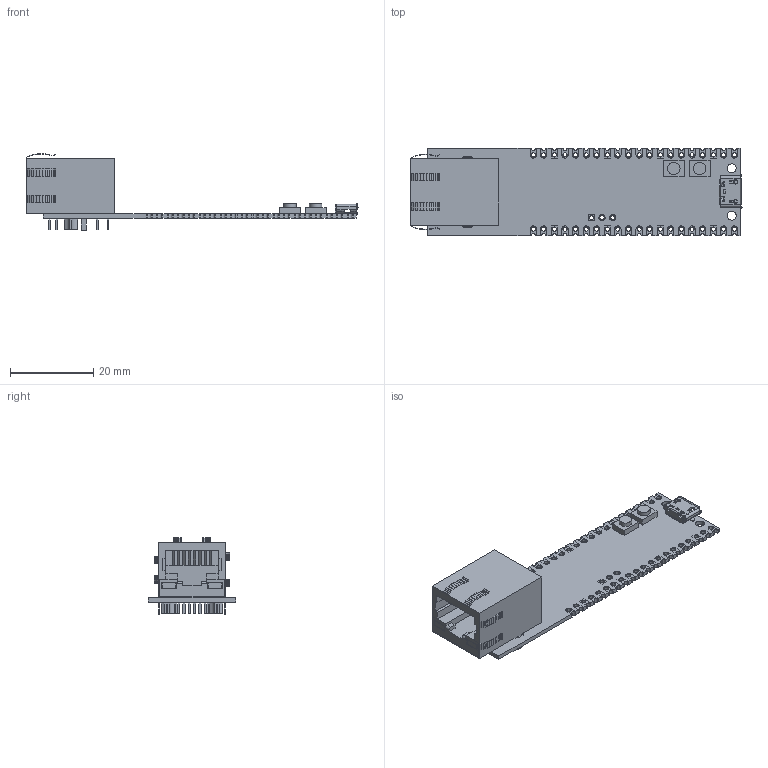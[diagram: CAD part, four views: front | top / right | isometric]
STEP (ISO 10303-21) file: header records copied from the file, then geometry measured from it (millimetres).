
FILE_DESCRIPTION(/* description */ (''),/* implementation_level */ '2;1');
FILE_NAME(/* name */ 'pico.step',/* time_stamp */ '2022-06-20T14:05:28+03:00',/* author */ (''),/* organization */ (''),/* preprocessor_version */ 'ST-DEVELOPER v19',/* originating_system */ 'Autodesk Translation Framework v11.7.0.108',/* authorisation */ '');
FILE_SCHEMA (('AUTOMOTIVE_DESIGN { 1 0 10303 214 3 1 1 }'));
Length unit declared in the file: millimetre
Products named in the file (6): pico; pins; J1B1211CCD; molex_0473460001; buttons; board
Assembly tree (5 placements, depth 2):
  pico
    pins
    J1B1211CCD
    molex_0473460001
    buttons
    board
Bounding box: 79.64 x 21 x 18.31 mm (x, y, z)
Volume: 4783 mm3; surface area: 7343.9 mm2
Topology: 64 solids, 64 shells, 1643 faces, 4289 edges, 2780 vertices
Faces by surface type: plane 1273, cylinder 352, bspline 14, sphere 4
Full cylindrical faces by diameter (mm): 1 x55, 1.5 x28, 2.1 x2, 3 x2, 3.5 x2
Entity records: 50898 total; most frequent: CARTESIAN_POINT 8912, ORIENTED_EDGE 8570, DIRECTION 8277, EDGE_CURVE 4285, LINE 3543, VECTOR 3543, VERTEX_POINT 2780, AXIS2_PLACEMENT_3D 2367
